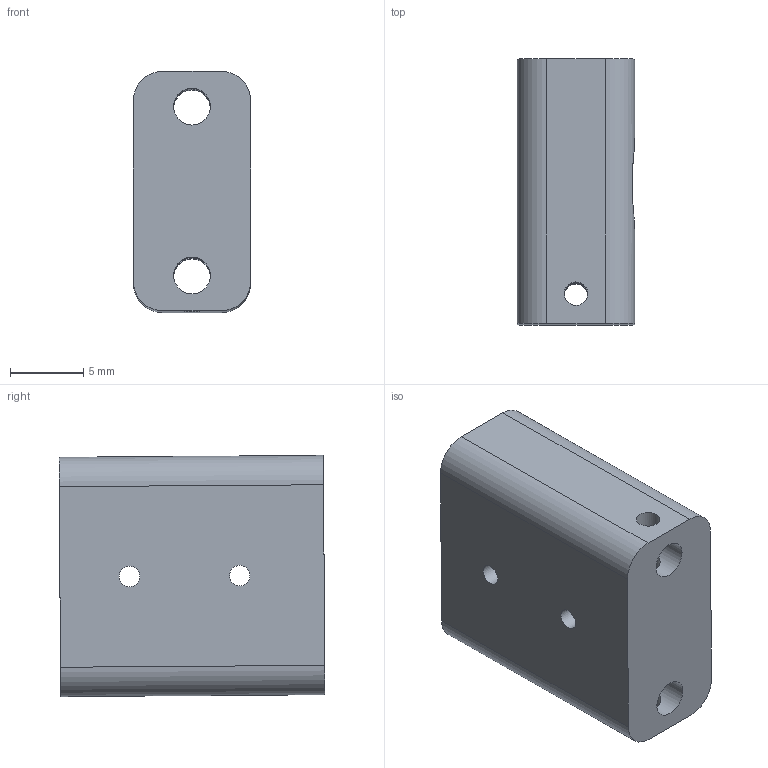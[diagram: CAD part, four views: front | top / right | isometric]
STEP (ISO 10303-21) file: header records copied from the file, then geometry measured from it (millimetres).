
FILE_DESCRIPTION(/* description */ (''),/* implementation_level */ '2;1');
FILE_NAME(/* name */ '060066_B.stp',/* time_stamp */ '2021-03-14T23:18:40+01:00',/* author */ (''),/* organization */ (''),/* preprocessor_version */ 'ST-DEVELOPER v16.7',/* originating_system */ 'SIEMENS PLM Software NX 1934',/* authorisation */ '');
FILE_SCHEMA (('AUTOMOTIVE_DESIGN { 1 0 10303 214 3 1 1 1 }'));
Length unit declared in the file: millimetre
Products named in the file (1): 060066_B-PT8 Housing
Bounding box: 8 x 18.11 x 16.43 mm (x, y, z)
Volume: 1231.1 mm3; surface area: 1490.4 mm2
Topology: 1 solids, 1 shells, 22 faces, 72 edges, 47 vertices
Faces by surface type: cylinder 14, plane 8
Full cylindrical faces by diameter (mm): 1.4 x2, 1.6 x3, 2.5 x4, 14 x1
Entity records: 1028 total; most frequent: CARTESIAN_POINT 450, DIRECTION 106, ORIENTED_EDGE 100, EDGE_LOOP 50, EDGE_CURVE 50, FACE_BOUND 44, AXIS2_PLACEMENT_3D 44, VERTEX_POINT 38
